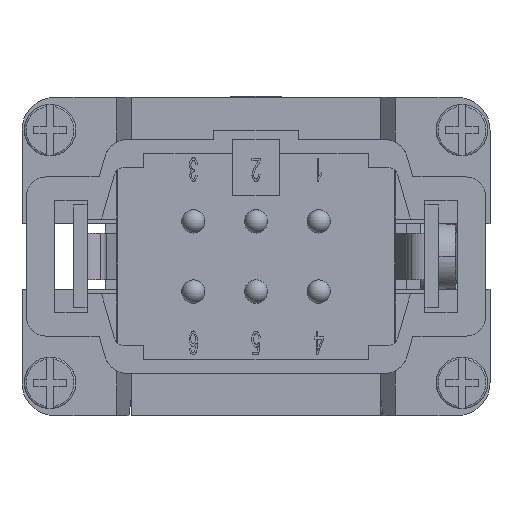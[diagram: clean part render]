
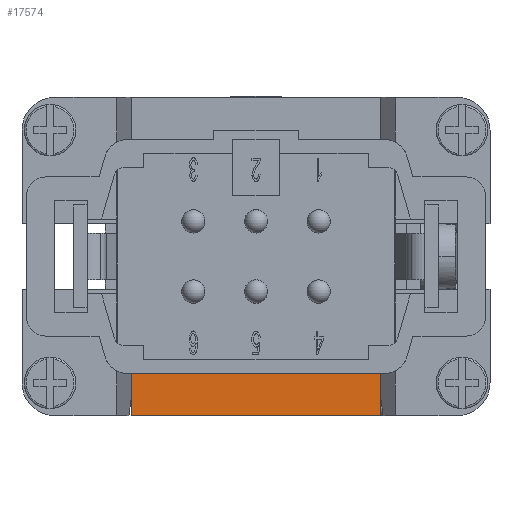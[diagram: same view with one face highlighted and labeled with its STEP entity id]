
A CAD part, front view. The second image highlights one B-rep face of the part: STEP entity #17574.
In plain terms, the highlighted planar face has unit normal (0, -1, 0).
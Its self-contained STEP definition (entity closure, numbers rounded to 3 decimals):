
#7973=CARTESIAN_POINT('',(-13.35,0.0,-17.));
#7974=VERTEX_POINT('',#7973);
#7981=CARTESIAN_POINT('',(-13.35,0.0,-12.5));
#7982=VERTEX_POINT('',#7981);
#7983=CARTESIAN_POINT('',(-13.35,0.0,-12.5));
#7984=DIRECTION('',(0.0,0.0,-1.0));
#7985=VECTOR('',#7984,4.5);
#7986=LINE('',#7983,#7985);
#7987=EDGE_CURVE('',#7982,#7974,#7986,.T.);
#8207=CARTESIAN_POINT('',(13.35,0.0,-17.));
#8208=VERTEX_POINT('',#8207);
#8215=CARTESIAN_POINT('',(-13.35,0.0,-17.));
#8216=DIRECTION('',(1.0,0.0,0.0));
#8217=VECTOR('',#8216,26.7);
#8218=LINE('',#8215,#8217);
#8219=EDGE_CURVE('',#7974,#8208,#8218,.T.);
#15657=CARTESIAN_POINT('',(13.35,0.0,-12.5));
#15658=VERTEX_POINT('',#15657);
#15659=CARTESIAN_POINT('',(13.35,0.0,-12.5));
#15660=DIRECTION('',(-1.0,0.0,0.0));
#15661=VECTOR('',#15660,26.7);
#15662=LINE('',#15659,#15661);
#15663=EDGE_CURVE('',#15658,#7982,#15662,.T.);
#17558=CARTESIAN_POINT('',(0.,0.0,0.));
#17559=DIRECTION('',(0.0,1.0,0.0));
#17560=DIRECTION('',(0.0,0.0,1.0));
#17561=AXIS2_PLACEMENT_3D('',#17558,#17559,#17560);
#17562=PLANE('',#17561);
#17563=ORIENTED_EDGE('',*,*,#15663,.T.);
#17564=ORIENTED_EDGE('',*,*,#7987,.T.);
#17565=ORIENTED_EDGE('',*,*,#8219,.T.);
#17566=CARTESIAN_POINT('',(13.35,0.0,-17.));
#17567=DIRECTION('',(0.0,0.0,1.0));
#17568=VECTOR('',#17567,4.5);
#17569=LINE('',#17566,#17568);
#17570=EDGE_CURVE('',#8208,#15658,#17569,.T.);
#17571=ORIENTED_EDGE('',*,*,#17570,.T.);
#17572=EDGE_LOOP('',(#17563,#17564,#17565,#17571));
#17573=FACE_OUTER_BOUND('',#17572,.T.);
#17574=ADVANCED_FACE('',(#17573),#17562,.F.);
